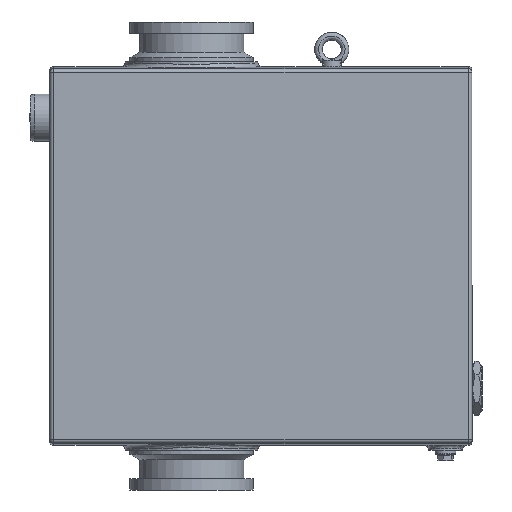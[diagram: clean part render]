
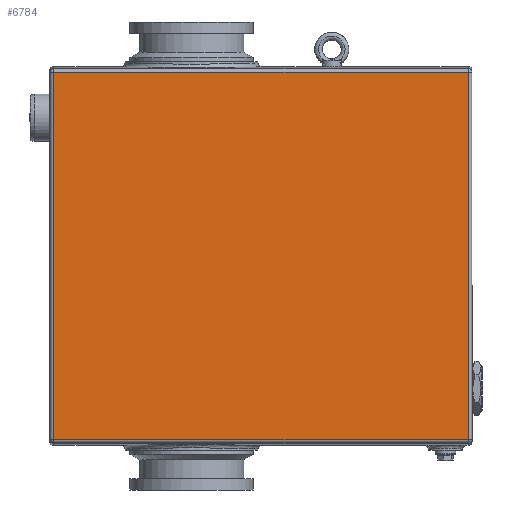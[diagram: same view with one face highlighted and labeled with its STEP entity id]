
A CAD part, left-side view. The second image highlights one B-rep face of the part: STEP entity #6784.
In plain terms, the highlighted planar face has unit normal (-1, 0, 0).
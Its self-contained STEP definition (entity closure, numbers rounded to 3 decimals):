
#3815=CARTESIAN_POINT('',(-130.,-371.5,-157.8));
#3816=VERTEX_POINT('',#3815);
#3825=CARTESIAN_POINT('',(-130.,-371.5,229.8));
#3826=VERTEX_POINT('',#3825);
#3834=CARTESIAN_POINT('',(-130.,-371.5,229.8));
#3835=DIRECTION('',(0.0,0.0,-1.0));
#3836=VECTOR('',#3835,387.6);
#3837=LINE('',#3834,#3836);
#3838=EDGE_CURVE('',#3826,#3816,#3837,.T.);
#6754=CARTESIAN_POINT('',(-130.0,0.0,233.731));
#6755=DIRECTION('',(-1.0,0.0,0.0));
#6756=DIRECTION('',(0.0,0.0,1.0));
#6757=AXIS2_PLACEMENT_3D('',#6754,#6755,#6756);
#6758=PLANE('',#6757);
#6759=CARTESIAN_POINT('',(-130.0,66.,-157.8));
#6760=VERTEX_POINT('',#6759);
#6761=CARTESIAN_POINT('',(-130.0,-371.5,-157.8));
#6762=DIRECTION('',(0.0,1.0,0.0));
#6763=VECTOR('',#6762,437.5);
#6764=LINE('',#6761,#6763);
#6765=EDGE_CURVE('',#3816,#6760,#6764,.T.);
#6766=ORIENTED_EDGE('',*,*,#6765,.F.);
#6767=ORIENTED_EDGE('',*,*,#3838,.F.);
#6768=CARTESIAN_POINT('',(-130.0,66.,229.8));
#6769=VERTEX_POINT('',#6768);
#6770=CARTESIAN_POINT('',(-130.0,66.,229.8));
#6771=DIRECTION('',(0.0,-1.0,0.0));
#6772=VECTOR('',#6771,437.5);
#6773=LINE('',#6770,#6772);
#6774=EDGE_CURVE('',#6769,#3826,#6773,.T.);
#6775=ORIENTED_EDGE('',*,*,#6774,.F.);
#6776=CARTESIAN_POINT('',(-130.0,66.,-157.8));
#6777=DIRECTION('',(0.0,0.0,1.0));
#6778=VECTOR('',#6777,387.6);
#6779=LINE('',#6776,#6778);
#6780=EDGE_CURVE('',#6760,#6769,#6779,.T.);
#6781=ORIENTED_EDGE('',*,*,#6780,.F.);
#6782=EDGE_LOOP('',(#6766,#6767,#6775,#6781));
#6783=FACE_OUTER_BOUND('',#6782,.T.);
#6784=ADVANCED_FACE('',(#6783),#6758,.T.);
